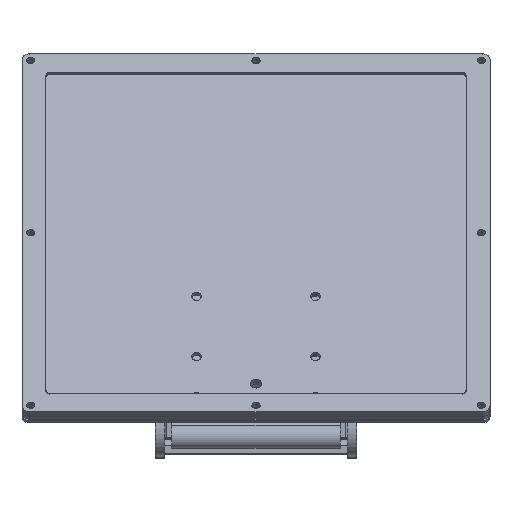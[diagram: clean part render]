
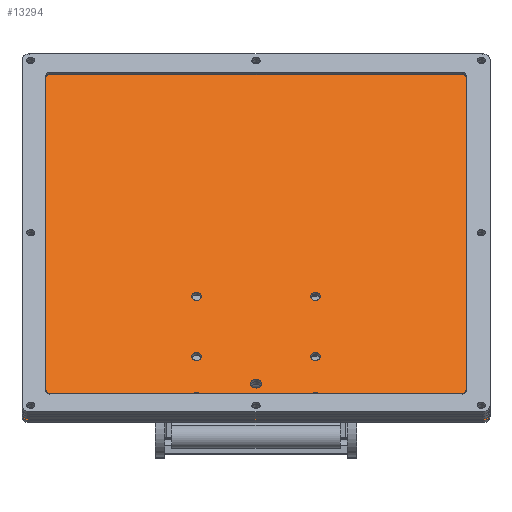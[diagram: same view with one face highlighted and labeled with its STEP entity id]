
A CAD part, top view. The second image highlights one B-rep face of the part: STEP entity #13294.
In plain terms, the highlighted planar face has unit normal (0, 0.643, 0.766).
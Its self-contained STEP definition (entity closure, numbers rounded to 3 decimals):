
#279=FACE_BOUND('',#1669,.T.);
#280=FACE_BOUND('',#1670,.T.);
#281=FACE_BOUND('',#1671,.T.);
#282=FACE_BOUND('',#1672,.T.);
#283=FACE_BOUND('',#1673,.T.);
#284=FACE_BOUND('',#1674,.T.);
#285=FACE_BOUND('',#1675,.T.);
#286=FACE_BOUND('',#1676,.T.);
#287=FACE_BOUND('',#1677,.T.);
#288=FACE_BOUND('',#1678,.T.);
#289=FACE_BOUND('',#1679,.T.);
#290=FACE_BOUND('',#1680,.T.);
#291=FACE_BOUND('',#1681,.T.);
#292=FACE_BOUND('',#1682,.T.);
#293=FACE_BOUND('',#1683,.T.);
#460=PLANE('',#14341);
#899=FACE_OUTER_BOUND('',#1668,.T.);
#1668=EDGE_LOOP('',(#9224,#9225,#9226,#9227,#9228,#9229,#9230,#9231));
#1669=EDGE_LOOP('',(#9232));
#1670=EDGE_LOOP('',(#9233));
#1671=EDGE_LOOP('',(#9234));
#1672=EDGE_LOOP('',(#9235));
#1673=EDGE_LOOP('',(#9236));
#1674=EDGE_LOOP('',(#9237));
#1675=EDGE_LOOP('',(#9238));
#1676=EDGE_LOOP('',(#9239));
#1677=EDGE_LOOP('',(#9240));
#1678=EDGE_LOOP('',(#9241));
#1679=EDGE_LOOP('',(#9242));
#1680=EDGE_LOOP('',(#9243));
#1681=EDGE_LOOP('',(#9244));
#1682=EDGE_LOOP('',(#9245));
#1683=EDGE_LOOP('',(#9246));
#2569=LINE('',#20003,#3882);
#2574=LINE('',#20017,#3887);
#2589=LINE('',#20072,#3902);
#2590=LINE('',#20074,#3903);
#3882=VECTOR('',#15845,10.);
#3887=VECTOR('',#15860,10.);
#3902=VECTOR('',#15929,10.);
#3903=VECTOR('',#15932,10.);
#5177=CIRCLE('',#14281,3.);
#5179=CIRCLE('',#14284,3.);
#5181=CIRCLE('',#14287,3.);
#5182=CIRCLE('',#14289,4.);
#5199=CIRCLE('',#14309,4.);
#5200=CIRCLE('',#14311,4.);
#5201=CIRCLE('',#14314,4.);
#5202=CIRCLE('',#14316,2.6);
#5203=CIRCLE('',#14318,2.6);
#5204=CIRCLE('',#14320,2.6);
#5205=CIRCLE('',#14322,2.6);
#5206=CIRCLE('',#14324,2.1);
#5207=CIRCLE('',#14326,2.1);
#5208=CIRCLE('',#14328,2.1);
#5209=CIRCLE('',#14330,2.1);
#5210=CIRCLE('',#14332,2.1);
#5211=CIRCLE('',#14334,2.1);
#5212=CIRCLE('',#14336,2.1);
#5213=CIRCLE('',#14338,2.1);
#5811=VERTEX_POINT('',#19939);
#5813=VERTEX_POINT('',#19945);
#5815=VERTEX_POINT('',#19951);
#5816=VERTEX_POINT('',#19955);
#5817=VERTEX_POINT('',#19956);
#5838=VERTEX_POINT('',#20002);
#5839=VERTEX_POINT('',#20006);
#5840=VERTEX_POINT('',#20010);
#5841=VERTEX_POINT('',#20011);
#5842=VERTEX_POINT('',#20016);
#5843=VERTEX_POINT('',#20020);
#5844=VERTEX_POINT('',#20024);
#5845=VERTEX_POINT('',#20028);
#5846=VERTEX_POINT('',#20032);
#5847=VERTEX_POINT('',#20036);
#5848=VERTEX_POINT('',#20040);
#5849=VERTEX_POINT('',#20044);
#5850=VERTEX_POINT('',#20048);
#5851=VERTEX_POINT('',#20052);
#5852=VERTEX_POINT('',#20056);
#5853=VERTEX_POINT('',#20060);
#5854=VERTEX_POINT('',#20064);
#5855=VERTEX_POINT('',#20068);
#7106=EDGE_CURVE('',#5811,#5811,#5177,.T.);
#7109=EDGE_CURVE('',#5813,#5813,#5179,.T.);
#7112=EDGE_CURVE('',#5815,#5815,#5181,.T.);
#7113=EDGE_CURVE('',#5816,#5817,#5182,.T.);
#7136=EDGE_CURVE('',#5817,#5838,#2569,.T.);
#7138=EDGE_CURVE('',#5838,#5839,#5199,.T.);
#7140=EDGE_CURVE('',#5840,#5841,#5200,.T.);
#7143=EDGE_CURVE('',#5841,#5842,#2574,.T.);
#7145=EDGE_CURVE('',#5842,#5843,#5201,.T.);
#7147=EDGE_CURVE('',#5844,#5844,#5202,.T.);
#7149=EDGE_CURVE('',#5845,#5845,#5203,.T.);
#7151=EDGE_CURVE('',#5846,#5846,#5204,.T.);
#7153=EDGE_CURVE('',#5847,#5847,#5205,.T.);
#7155=EDGE_CURVE('',#5848,#5848,#5206,.T.);
#7157=EDGE_CURVE('',#5849,#5849,#5207,.T.);
#7159=EDGE_CURVE('',#5850,#5850,#5208,.T.);
#7161=EDGE_CURVE('',#5851,#5851,#5209,.T.);
#7163=EDGE_CURVE('',#5852,#5852,#5210,.T.);
#7165=EDGE_CURVE('',#5853,#5853,#5211,.T.);
#7167=EDGE_CURVE('',#5854,#5854,#5212,.T.);
#7169=EDGE_CURVE('',#5855,#5855,#5213,.T.);
#7171=EDGE_CURVE('',#5840,#5839,#2589,.T.);
#7172=EDGE_CURVE('',#5816,#5843,#2590,.T.);
#9224=ORIENTED_EDGE('',*,*,#7113,.F.);
#9225=ORIENTED_EDGE('',*,*,#7172,.T.);
#9226=ORIENTED_EDGE('',*,*,#7145,.F.);
#9227=ORIENTED_EDGE('',*,*,#7143,.F.);
#9228=ORIENTED_EDGE('',*,*,#7140,.F.);
#9229=ORIENTED_EDGE('',*,*,#7171,.T.);
#9230=ORIENTED_EDGE('',*,*,#7138,.F.);
#9231=ORIENTED_EDGE('',*,*,#7136,.F.);
#9232=ORIENTED_EDGE('',*,*,#7106,.T.);
#9233=ORIENTED_EDGE('',*,*,#7109,.T.);
#9234=ORIENTED_EDGE('',*,*,#7112,.T.);
#9235=ORIENTED_EDGE('',*,*,#7147,.T.);
#9236=ORIENTED_EDGE('',*,*,#7149,.T.);
#9237=ORIENTED_EDGE('',*,*,#7151,.T.);
#9238=ORIENTED_EDGE('',*,*,#7153,.T.);
#9239=ORIENTED_EDGE('',*,*,#7155,.T.);
#9240=ORIENTED_EDGE('',*,*,#7157,.T.);
#9241=ORIENTED_EDGE('',*,*,#7159,.T.);
#9242=ORIENTED_EDGE('',*,*,#7161,.T.);
#9243=ORIENTED_EDGE('',*,*,#7163,.T.);
#9244=ORIENTED_EDGE('',*,*,#7165,.T.);
#9245=ORIENTED_EDGE('',*,*,#7167,.T.);
#9246=ORIENTED_EDGE('',*,*,#7169,.T.);
#13294=ADVANCED_FACE('',(#899,#279,#280,#281,#282,#283,#284,#285,#286,#287,
#288,#289,#290,#291,#292,#293),#460,.T.);
#14281=AXIS2_PLACEMENT_3D('',#19941,#15783,#15784);
#14284=AXIS2_PLACEMENT_3D('',#19947,#15790,#15791);
#14287=AXIS2_PLACEMENT_3D('',#19953,#15797,#15798);
#14289=AXIS2_PLACEMENT_3D('',#19957,#15801,#15802);
#14309=AXIS2_PLACEMENT_3D('',#20007,#15849,#15850);
#14311=AXIS2_PLACEMENT_3D('',#20012,#15854,#15855);
#14314=AXIS2_PLACEMENT_3D('',#20021,#15864,#15865);
#14316=AXIS2_PLACEMENT_3D('',#20025,#15869,#15870);
#14318=AXIS2_PLACEMENT_3D('',#20029,#15874,#15875);
#14320=AXIS2_PLACEMENT_3D('',#20033,#15879,#15880);
#14322=AXIS2_PLACEMENT_3D('',#20037,#15884,#15885);
#14324=AXIS2_PLACEMENT_3D('',#20041,#15889,#15890);
#14326=AXIS2_PLACEMENT_3D('',#20045,#15894,#15895);
#14328=AXIS2_PLACEMENT_3D('',#20049,#15899,#15900);
#14330=AXIS2_PLACEMENT_3D('',#20053,#15904,#15905);
#14332=AXIS2_PLACEMENT_3D('',#20057,#15909,#15910);
#14334=AXIS2_PLACEMENT_3D('',#20061,#15914,#15915);
#14336=AXIS2_PLACEMENT_3D('',#20065,#15919,#15920);
#14338=AXIS2_PLACEMENT_3D('',#20069,#15924,#15925);
#14341=AXIS2_PLACEMENT_3D('',#20075,#15933,#15934);
#15783=DIRECTION('center_axis',(0.,-0.643,-0.766));
#15784=DIRECTION('ref_axis',(1.,0.,0.));
#15790=DIRECTION('center_axis',(0.,-0.643,-0.766));
#15791=DIRECTION('ref_axis',(1.,0.,0.));
#15797=DIRECTION('center_axis',(0.,-0.643,-0.766));
#15798=DIRECTION('ref_axis',(1.,0.,0.));
#15801=DIRECTION('center_axis',(0.,-0.643,-0.766));
#15802=DIRECTION('ref_axis',(-0.707,-0.542,0.455));
#15845=DIRECTION('',(0.,0.766,-0.643));
#15849=DIRECTION('center_axis',(0.,-0.643,-0.766));
#15850=DIRECTION('ref_axis',(-0.707,0.542,-0.455));
#15854=DIRECTION('center_axis',(0.,-0.643,-0.766));
#15855=DIRECTION('ref_axis',(0.707,0.542,-0.455));
#15860=DIRECTION('',(0.,-0.766,0.643));
#15864=DIRECTION('center_axis',(0.,-0.643,-0.766));
#15865=DIRECTION('ref_axis',(0.707,-0.542,0.455));
#15869=DIRECTION('center_axis',(0.,-0.643,-0.766));
#15870=DIRECTION('ref_axis',(1.,0.,0.));
#15874=DIRECTION('center_axis',(0.,-0.643,-0.766));
#15875=DIRECTION('ref_axis',(1.,0.,0.));
#15879=DIRECTION('center_axis',(0.,-0.643,-0.766));
#15880=DIRECTION('ref_axis',(1.,0.,0.));
#15884=DIRECTION('center_axis',(0.,-0.643,-0.766));
#15885=DIRECTION('ref_axis',(1.,0.,0.));
#15889=DIRECTION('center_axis',(0.,-0.643,-0.766));
#15890=DIRECTION('ref_axis',(1.,0.,0.));
#15894=DIRECTION('center_axis',(0.,-0.643,-0.766));
#15895=DIRECTION('ref_axis',(1.,0.,0.));
#15899=DIRECTION('center_axis',(0.,-0.643,-0.766));
#15900=DIRECTION('ref_axis',(1.,0.,0.));
#15904=DIRECTION('center_axis',(0.,-0.643,-0.766));
#15905=DIRECTION('ref_axis',(1.,0.,0.));
#15909=DIRECTION('center_axis',(0.,-0.643,-0.766));
#15910=DIRECTION('ref_axis',(1.,0.,0.));
#15914=DIRECTION('center_axis',(0.,-0.643,-0.766));
#15915=DIRECTION('ref_axis',(1.,0.,0.));
#15919=DIRECTION('center_axis',(0.,-0.643,-0.766));
#15920=DIRECTION('ref_axis',(1.,0.,0.));
#15924=DIRECTION('center_axis',(0.,-0.643,-0.766));
#15925=DIRECTION('ref_axis',(1.,0.,0.));
#15929=DIRECTION('',(-1.,0.,0.));
#15932=DIRECTION('',(1.,0.,0.));
#15933=DIRECTION('center_axis',(0.,0.643,0.766));
#15934=DIRECTION('ref_axis',(0.,-0.766,0.643));
#19939=CARTESIAN_POINT('',(28.,20.892,-11.657));
#19941=CARTESIAN_POINT('Origin',(31.,20.892,-11.657));
#19945=CARTESIAN_POINT('',(-34.,20.892,-11.657));
#19947=CARTESIAN_POINT('Origin',(-31.,20.892,-11.657));
#19951=CARTESIAN_POINT('',(-3.,27.787,-17.442));
#19953=CARTESIAN_POINT('Origin',(0.,27.787,-17.442));
#19955=CARTESIAN_POINT('',(-118.,8.603,-1.344));
#19956=CARTESIAN_POINT('',(-122.,11.667,-3.916));
#19957=CARTESIAN_POINT('Origin',(-118.,11.667,-3.916));
#20002=CARTESIAN_POINT('',(-122.,192.454,-155.613));
#20003=CARTESIAN_POINT('',(-122.,195.518,-158.185));
#20006=CARTESIAN_POINT('',(-118.,195.518,-158.185));
#20007=CARTESIAN_POINT('Origin',(-118.,192.454,-155.613));
#20010=CARTESIAN_POINT('',(118.,195.518,-158.185));
#20011=CARTESIAN_POINT('',(122.,192.454,-155.613));
#20012=CARTESIAN_POINT('Origin',(118.,192.454,-155.613));
#20016=CARTESIAN_POINT('',(122.,11.667,-3.916));
#20017=CARTESIAN_POINT('',(122.,195.518,-158.185));
#20020=CARTESIAN_POINT('',(118.,8.603,-1.344));
#20021=CARTESIAN_POINT('Origin',(118.,11.667,-3.916));
#20024=CARTESIAN_POINT('',(-33.6,73.322,-55.65));
#20025=CARTESIAN_POINT('Origin',(-31.,73.322,-55.65));
#20028=CARTESIAN_POINT('',(28.4,73.322,-55.65));
#20029=CARTESIAN_POINT('Origin',(31.,73.322,-55.65));
#20032=CARTESIAN_POINT('',(-33.6,41.938,-29.316));
#20033=CARTESIAN_POINT('Origin',(-31.,41.938,-29.316));
#20036=CARTESIAN_POINT('',(28.4,41.938,-29.316));
#20037=CARTESIAN_POINT('Origin',(31.,41.938,-29.316));
#20040=CARTESIAN_POINT('',(-2.1,192.071,-155.292));
#20041=CARTESIAN_POINT('Origin',(0.,192.071,
-155.292));
#20044=CARTESIAN_POINT('',(-2.1,12.05,-4.237));
#20045=CARTESIAN_POINT('Origin',(0.,12.05,
-4.237));
#20048=CARTESIAN_POINT('',(115.4,12.05,-4.237));
#20049=CARTESIAN_POINT('Origin',(117.5,12.05,-4.237));
#20052=CARTESIAN_POINT('',(-119.6,102.06,-79.764));
#20053=CARTESIAN_POINT('Origin',(-117.5,102.06,-79.764));
#20056=CARTESIAN_POINT('',(115.4,192.071,-155.292));
#20057=CARTESIAN_POINT('Origin',(117.5,192.071,-155.292));
#20060=CARTESIAN_POINT('',(-119.6,12.05,-4.237));
#20061=CARTESIAN_POINT('Origin',(-117.5,12.05,-4.237));
#20064=CARTESIAN_POINT('',(115.4,102.06,-79.764));
#20065=CARTESIAN_POINT('Origin',(117.5,102.06,-79.764));
#20068=CARTESIAN_POINT('',(-119.6,192.071,-155.292));
#20069=CARTESIAN_POINT('Origin',(-117.5,192.071,-155.292));
#20072=CARTESIAN_POINT('',(0.,195.518,-158.185));
#20074=CARTESIAN_POINT('',(0.,8.603,-1.344));
#20075=CARTESIAN_POINT('Origin',(0.,195.518,-158.185));
